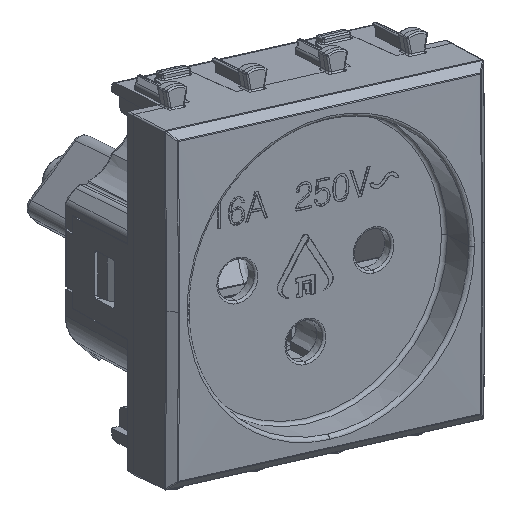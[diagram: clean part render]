
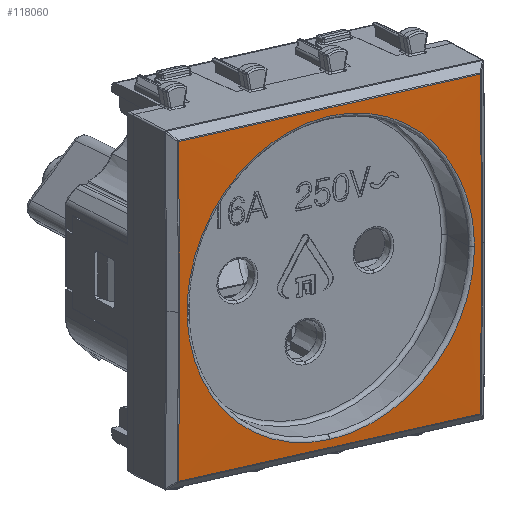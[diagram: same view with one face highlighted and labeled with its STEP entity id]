
A CAD part, top view. The second image highlights one B-rep face of the part: STEP entity #118060.
In plain terms, the highlighted cylindrical face has radius 835.133 mm (diameter 1670.27 mm), a partial arc.
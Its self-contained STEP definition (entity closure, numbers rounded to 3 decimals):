
#115322=CARTESIAN_POINT('Vertex',(0.,-20.143,9.275)) ;
#115352=CARTESIAN_POINT('Vertex',(-20.153,0.,9.032)) ;
#115356=CARTESIAN_POINT('Control Point',(-20.153,0.,9.032)) ;
#115357=CARTESIAN_POINT('Control Point',(-20.153,-0.672,9.032)) ;
#115358=CARTESIAN_POINT('Control Point',(-20.125,-1.344,9.032)) ;
#115359=CARTESIAN_POINT('Control Point',(-20.069,-2.014,9.034)) ;
#115360=CARTESIAN_POINT('Control Point',(-19.725,-4.745,9.042)) ;
#115361=CARTESIAN_POINT('Control Point',(-18.919,-7.398,9.061)) ;
#115362=CARTESIAN_POINT('Control Point',(-18.052,-9.312,9.081)) ;
#115363=CARTESIAN_POINT('Control Point',(-15.846,-12.875,9.127)) ;
#115364=CARTESIAN_POINT('Control Point',(-12.807,-15.761,9.179)) ;
#115365=CARTESIAN_POINT('Control Point',(-11.109,-17.,9.204)) ;
#115366=CARTESIAN_POINT('Control Point',(-7.943,-18.732,9.242)) ;
#115367=CARTESIAN_POINT('Control Point',(-4.487,-19.724,9.265)) ;
#115368=CARTESIAN_POINT('Control Point',(-3.003,-20.003,9.272)) ;
#115369=CARTESIAN_POINT('Control Point',(-1.501,-20.143,9.275)) ;
#115370=CARTESIAN_POINT('Control Point',(0.,-20.143,9.275)) ;
#117967=CARTESIAN_POINT('Axis2P3D Location',(0.,-11.213,-825.858)) ;
#117973=CARTESIAN_POINT('Control Point',(-21.165,-21.166,9.007)) ;
#117974=CARTESIAN_POINT('Control Point',(-14.111,-21.164,9.186)) ;
#117975=CARTESIAN_POINT('Control Point',(-7.056,-21.164,9.275)) ;
#117976=CARTESIAN_POINT('Control Point',(0.,-21.164,9.275)) ;
#117977=CARTESIAN_POINT('Vertex',(-21.165,-21.166,9.007)) ;
#117979=CARTESIAN_POINT('Vertex',(0.,-21.164,9.275)) ;
#117983=CARTESIAN_POINT('Control Point',(21.165,-21.166,9.007)) ;
#117984=CARTESIAN_POINT('Control Point',(14.111,-21.164,9.186)) ;
#117985=CARTESIAN_POINT('Control Point',(7.056,-21.164,9.275)) ;
#117986=CARTESIAN_POINT('Control Point',(0.,-21.164,9.275)) ;
#117987=CARTESIAN_POINT('Vertex',(21.165,-21.166,9.007)) ;
#117990=CARTESIAN_POINT('Line Origine',(21.165,-11.213,9.007)) ;
#117994=CARTESIAN_POINT('Vertex',(21.165,21.166,9.007)) ;
#117998=CARTESIAN_POINT('Control Point',(21.165,21.166,9.007)) ;
#117999=CARTESIAN_POINT('Control Point',(14.111,21.164,9.186)) ;
#118000=CARTESIAN_POINT('Control Point',(7.056,21.164,9.275)) ;
#118001=CARTESIAN_POINT('Control Point',(0.,21.164,9.275)) ;
#118002=CARTESIAN_POINT('Vertex',(0.,21.164,9.275)) ;
#118006=CARTESIAN_POINT('Control Point',(-21.165,21.166,9.007)) ;
#118007=CARTESIAN_POINT('Control Point',(-14.111,21.164,9.186)) ;
#118008=CARTESIAN_POINT('Control Point',(-7.056,21.164,9.275)) ;
#118009=CARTESIAN_POINT('Control Point',(0.,21.164,9.275)) ;
#118010=CARTESIAN_POINT('Vertex',(-21.165,21.166,9.007)) ;
#118013=CARTESIAN_POINT('Line Origine',(-21.165,-11.213,9.007)) ;
#118027=CARTESIAN_POINT('Control Point',(-20.153,0.,9.032)) ;
#118028=CARTESIAN_POINT('Control Point',(-20.153,6.329,9.032)) ;
#118029=CARTESIAN_POINT('Control Point',(-17.673,12.664,9.091)) ;
#118030=CARTESIAN_POINT('Control Point',(-12.668,17.665,9.216)) ;
#118031=CARTESIAN_POINT('Control Point',(-6.331,20.143,9.275)) ;
#118032=CARTESIAN_POINT('Control Point',(0.,20.143,9.275)) ;
#118033=CARTESIAN_POINT('Vertex',(0.,20.143,9.275)) ;
#118037=CARTESIAN_POINT('Control Point',(20.153,0.,9.032)) ;
#118038=CARTESIAN_POINT('Control Point',(20.153,6.329,9.032)) ;
#118039=CARTESIAN_POINT('Control Point',(17.673,12.664,9.091)) ;
#118040=CARTESIAN_POINT('Control Point',(12.668,17.665,9.216)) ;
#118041=CARTESIAN_POINT('Control Point',(6.331,20.143,9.275)) ;
#118042=CARTESIAN_POINT('Control Point',(0.,20.143,9.275)) ;
#118043=CARTESIAN_POINT('Vertex',(20.153,0.,9.032)) ;
#118047=CARTESIAN_POINT('Control Point',(20.153,0.,9.032)) ;
#118048=CARTESIAN_POINT('Control Point',(20.153,-6.329,9.032)) ;
#118049=CARTESIAN_POINT('Control Point',(17.673,-12.664,9.091)) ;
#118050=CARTESIAN_POINT('Control Point',(12.668,-17.665,9.216)) ;
#118051=CARTESIAN_POINT('Control Point',(6.331,-20.143,9.275)) ;
#118052=CARTESIAN_POINT('Control Point',(0.,-20.143,9.275)) ;
#117968=DIRECTION('Axis2P3D Direction',(0.,1.,-0.)) ;
#117969=DIRECTION('Axis2P3D XDirection',(-0.027,0.,1.)) ;
#117991=DIRECTION('Vector Direction',(0.,1.,0.)) ;
#118014=DIRECTION('Vector Direction',(0.,1.,0.)) ;
#117970=AXIS2_PLACEMENT_3D('Cylinder Axis2P3D',#117967,#117968,#117969) ;
#118019=ORIENTED_EDGE('',*,*,#117981,.T.) ;
#118020=ORIENTED_EDGE('',*,*,#117989,.F.) ;
#118021=ORIENTED_EDGE('',*,*,#117996,.F.) ;
#118022=ORIENTED_EDGE('',*,*,#118004,.T.) ;
#118023=ORIENTED_EDGE('',*,*,#118012,.F.) ;
#118024=ORIENTED_EDGE('',*,*,#118017,.T.) ;
#118055=ORIENTED_EDGE('',*,*,#115371,.F.) ;
#118056=ORIENTED_EDGE('',*,*,#118035,.T.) ;
#118057=ORIENTED_EDGE('',*,*,#118045,.F.) ;
#118058=ORIENTED_EDGE('',*,*,#118053,.T.) ;
#118059=FACE_BOUND('',#118054,.T.) ;
#117992=VECTOR('Line Direction',#117991,1.) ;
#118015=VECTOR('Line Direction',#118014,1.) ;
#118060=ADVANCED_FACE('PartBody',(#118025,#118059),#117971,.T.) ;
#115355=B_SPLINE_CURVE_WITH_KNOTS('',5,(#115356,#115357,#115358,#115359,#115360,#115361,#115362,#115363,#115364,#115365,#115366,#115367,#115368,#115369,#115370),.UNSPECIFIED.,.F.,.U.,(6,3,3,3,6),(8.835,13.525,28.033,42.54,53.018),.UNSPECIFIED.) ;
#117972=B_SPLINE_CURVE_WITH_KNOTS('',3,(#117973,#117974,#117975,#117976),.UNSPECIFIED.,.F.,.U.,(4,4),(9.946,46.591),.UNSPECIFIED.) ;
#117982=B_SPLINE_CURVE_WITH_KNOTS('',3,(#117983,#117984,#117985,#117986),.UNSPECIFIED.,.F.,.U.,(4,4),(9.946,46.591),.UNSPECIFIED.) ;
#117997=B_SPLINE_CURVE_WITH_KNOTS('',3,(#117998,#117999,#118000,#118001),.UNSPECIFIED.,.F.,.U.,(4,4),(9.946,46.591),.UNSPECIFIED.) ;
#118005=B_SPLINE_CURVE_WITH_KNOTS('',3,(#118006,#118007,#118008,#118009),.UNSPECIFIED.,.F.,.U.,(4,4),(9.946,46.591),.UNSPECIFIED.) ;
#118026=B_SPLINE_CURVE_WITH_KNOTS('',5,(#118027,#118028,#118029,#118030,#118031,#118032),.UNSPECIFIED.,.F.,.U.,(6,6),(8.835,53.018),.UNSPECIFIED.) ;
#118036=B_SPLINE_CURVE_WITH_KNOTS('',5,(#118037,#118038,#118039,#118040,#118041,#118042),.UNSPECIFIED.,.F.,.U.,(6,6),(8.835,53.018),.UNSPECIFIED.) ;
#118046=B_SPLINE_CURVE_WITH_KNOTS('',5,(#118047,#118048,#118049,#118050,#118051,#118052),.UNSPECIFIED.,.F.,.U.,(6,6),(8.835,53.018),.UNSPECIFIED.) ;
#117971=CYLINDRICAL_SURFACE('generated cylinder',#117970,835.133) ;
#115371=EDGE_CURVE('',#115353,#115323,#115355,.T.) ;
#117981=EDGE_CURVE('',#117978,#117980,#117972,.T.) ;
#117989=EDGE_CURVE('',#117988,#117980,#117982,.T.) ;
#117996=EDGE_CURVE('',#117995,#117988,#117993,.F.) ;
#118004=EDGE_CURVE('',#117995,#118003,#117997,.T.) ;
#118012=EDGE_CURVE('',#118011,#118003,#118005,.T.) ;
#118017=EDGE_CURVE('',#118011,#117978,#118016,.F.) ;
#118035=EDGE_CURVE('',#115353,#118034,#118026,.T.) ;
#118045=EDGE_CURVE('',#118044,#118034,#118036,.T.) ;
#118053=EDGE_CURVE('',#118044,#115323,#118046,.T.) ;
#118018=EDGE_LOOP('',(#118019,#118020,#118021,#118022,#118023,#118024)) ;
#118054=EDGE_LOOP('',(#118055,#118056,#118057,#118058)) ;
#118025=FACE_OUTER_BOUND('',#118018,.T.) ;
#117993=LINE('Line',#117990,#117992) ;
#118016=LINE('Line',#118013,#118015) ;
#115323=VERTEX_POINT('',#115322) ;
#115353=VERTEX_POINT('',#115352) ;
#117978=VERTEX_POINT('',#117977) ;
#117980=VERTEX_POINT('',#117979) ;
#117988=VERTEX_POINT('',#117987) ;
#117995=VERTEX_POINT('',#117994) ;
#118003=VERTEX_POINT('',#118002) ;
#118011=VERTEX_POINT('',#118010) ;
#118034=VERTEX_POINT('',#118033) ;
#118044=VERTEX_POINT('',#118043) ;
